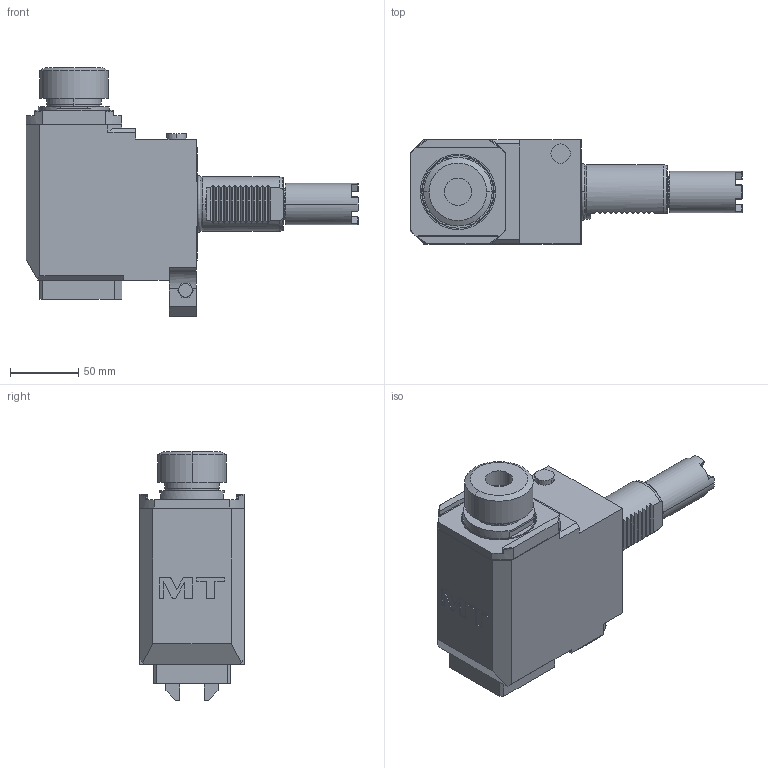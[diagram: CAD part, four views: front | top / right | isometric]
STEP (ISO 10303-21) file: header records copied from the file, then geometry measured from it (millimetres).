
FILE_DESCRIPTION((''),'2;1');
FILE_NAME('HAS0140232_CONF','2024-12-18T16:03:06',('fpalella'),('M.T. srl'),'CREO PARAMETRIC BY PTC INC, 2023352','CREO PARAMETRIC BY PTC INC, 2023352','');
FILE_SCHEMA(('CONFIG_CONTROL_DESIGN'));
Length unit declared in the file: millimetre
Products named in the file (1): HAS0140232_CONF
Bounding box: 242.55 x 76 x 181.66 mm (x, y, z)
Volume: 1272591.9 mm3; surface area: 101347 mm2
Topology: 1 solids, 1 shells, 333 faces, 881 edges, 572 vertices
Faces by surface type: plane 184, cylinder 88, cone 46, torus 13, extrusion 2
Entity records: 11611 total; most frequent: CARTESIAN_POINT 3526, ORIENTED_EDGE 1762, DIRECTION 1559, EDGE_CURVE 881, VERTEX_POINT 572, AXIS2_PLACEMENT_3D 553, VECTOR 453, LINE 451
